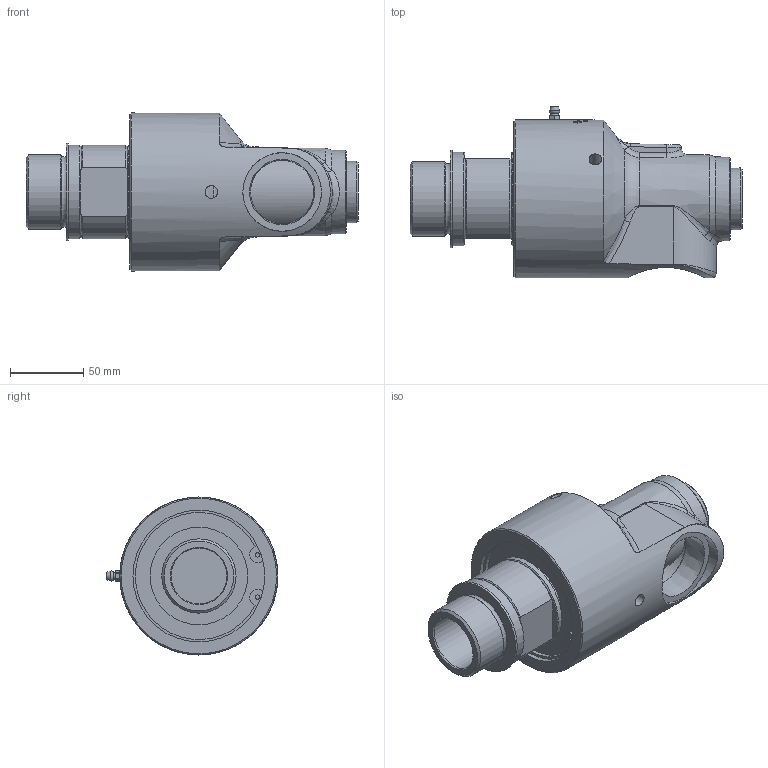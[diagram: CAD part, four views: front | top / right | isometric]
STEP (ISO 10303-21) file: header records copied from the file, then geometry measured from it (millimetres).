
FILE_DESCRIPTION(/* description */ (''),/* implementation_level */ '2;1');
FILE_NAME(/* name */ '555-513-395-IC.stp',/* time_stamp */ '2020-05-20T14:12:51-05:00',/* author */ ('GALINDOLM'),/* organization */ (''),/* preprocessor_version */ 'ST-DEVELOPER v18',/* originating_system */ 'Autodesk Inventor 2020',/* authorisation */ '');
FILE_SCHEMA (('AUTOMOTIVE_DESIGN { 1 0 10303 214 3 1 1 }'));
Products named in the file (1): 555-513-395-IC
Bounding box: 226.93 x 117.41 x 108 mm (x, y, z)
Volume: 942161.4 mm3; surface area: 102158.5 mm2
Topology: 1 solids, 2 shells, 486 faces, 1316 edges, 877 vertices
Faces by surface type: bspline 237, plane 131, cylinder 69, cone 42, torus 7
Full cylindrical faces by diameter (mm): 2.005 x1, 3.12 x2, 3.5 x1, 5.359 x1, 8.6 x3, 38.1 x1, 43.256 x1, 50.754 x1, 50.8 x1, 53.7 x1, 56.25 x1, 64 x2, 66.7 x1, 90.07 x1, 108 x1
Entity records: 63209 total; most frequent: CARTESIAN_POINT 51862, ORIENTED_EDGE 2628, DIRECTION 1833, EDGE_CURVE 1314, VERTEX_POINT 877, AXIS2_PLACEMENT_3D 697, EDGE_LOOP 532, FACE_OUTER_BOUND 486
